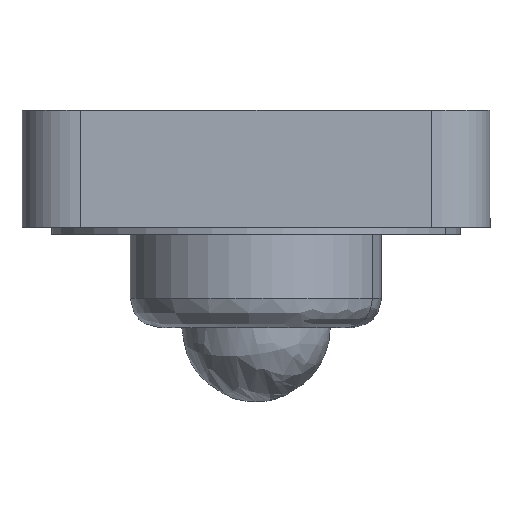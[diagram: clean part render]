
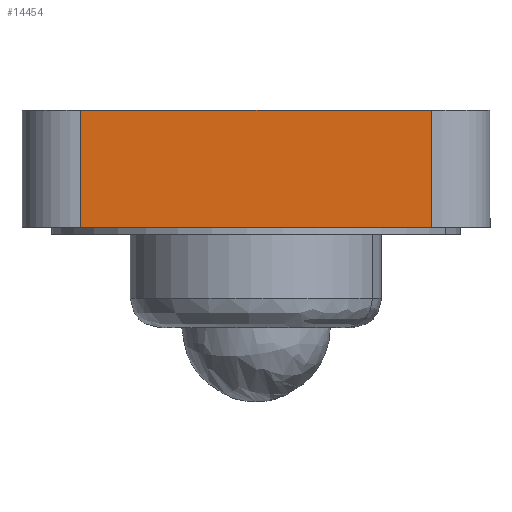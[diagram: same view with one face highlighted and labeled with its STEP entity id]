
A CAD part, left-side view. The second image highlights one B-rep face of the part: STEP entity #14454.
In plain terms, the highlighted planar face has unit normal (-1, 0, 0).
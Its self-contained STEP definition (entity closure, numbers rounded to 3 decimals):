
#431 = ORIENTED_EDGE ( 'NONE', *, *, #22451, .F. ) ;
#553 = VERTEX_POINT ( 'NONE', #22128 ) ;
#967 = EDGE_CURVE ( 'NONE', #7953, #1374, #7515, .T. ) ;
#1374 = VERTEX_POINT ( 'NONE', #25005 ) ;
#2094 = LINE ( 'NONE', #10414, #4587 ) ;
#2904 = LINE ( 'NONE', #19624, #23562 ) ;
#3634 = EDGE_CURVE ( 'NONE', #553, #9850, #2094, .T. ) ;
#4194 = FACE_OUTER_BOUND ( 'NONE', #22123, .T. ) ;
#4587 = VECTOR ( 'NONE', #20366, 1000. ) ;
#5486 = DIRECTION ( 'NONE',  ( -1., 0., 0. ) ) ;
#5648 = CARTESIAN_POINT ( 'NONE',  ( -73.062, 35., 5. ) ) ;
#7096 = EDGE_CURVE ( 'NONE', #1374, #553, #21323, .T. ) ;
#7515 = LINE ( 'NONE', #21837, #20473 ) ;
#7792 = DIRECTION ( 'NONE',  ( 0., 0., -1. ) ) ;
#7949 = DIRECTION ( 'NONE',  ( 0., 0., 1. ) ) ;
#7953 = VERTEX_POINT ( 'NONE', #13194 ) ;
#9361 = ORIENTED_EDGE ( 'NONE', *, *, #3634, .F. ) ;
#9850 = VERTEX_POINT ( 'NONE', #24582 ) ;
#10414 = CARTESIAN_POINT ( 'NONE',  ( -73.062, 35., 10. ) ) ;
#11323 = DIRECTION ( 'NONE',  ( 0., -1., 0. ) ) ;
#13194 = CARTESIAN_POINT ( 'NONE',  ( -73.062, 5., 0. ) ) ;
#13347 = PLANE ( 'NONE',  #22468 ) ;
#14454 = ADVANCED_FACE ( 'NONE', ( #4194 ), #13347, .T. ) ;
#17083 = CARTESIAN_POINT ( 'NONE',  ( -73.062, 35., 5. ) ) ;
#17873 = VECTOR ( 'NONE', #7949, 1000. ) ;
#19624 = CARTESIAN_POINT ( 'NONE',  ( -73.062, 5., 5. ) ) ;
#20366 = DIRECTION ( 'NONE',  ( 0., -1., 0. ) ) ;
#20418 = ORIENTED_EDGE ( 'NONE', *, *, #967, .F. ) ;
#20473 = VECTOR ( 'NONE', #23912, 1000. ) ;
#21323 = LINE ( 'NONE', #5648, #17873 ) ;
#21837 = CARTESIAN_POINT ( 'NONE',  ( -73.062, 35., 0. ) ) ;
#22123 = EDGE_LOOP ( 'NONE', ( #24879, #20418, #431, #9361 ) ) ;
#22128 = CARTESIAN_POINT ( 'NONE',  ( -73.062, 35., 10. ) ) ;
#22451 = EDGE_CURVE ( 'NONE', #9850, #7953, #2904, .T. ) ;
#22468 = AXIS2_PLACEMENT_3D ( 'NONE', #17083, #5486, #11323 ) ;
#23562 = VECTOR ( 'NONE', #7792, 1000. ) ;
#23912 = DIRECTION ( 'NONE',  ( 0., 1., 0. ) ) ;
#24582 = CARTESIAN_POINT ( 'NONE',  ( -73.062, 5., 10. ) ) ;
#24879 = ORIENTED_EDGE ( 'NONE', *, *, #7096, .F. ) ;
#25005 = CARTESIAN_POINT ( 'NONE',  ( -73.062, 35., 0. ) ) ;
